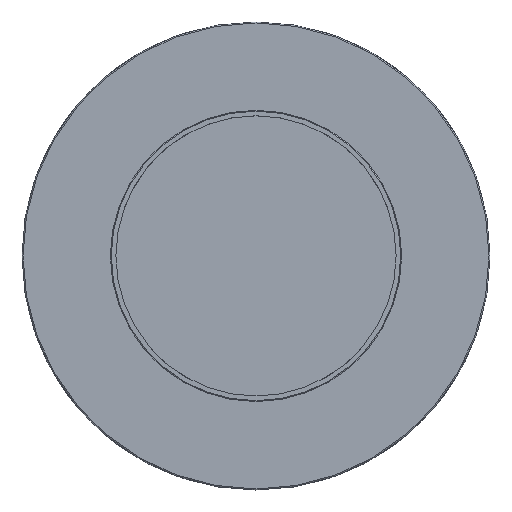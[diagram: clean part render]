
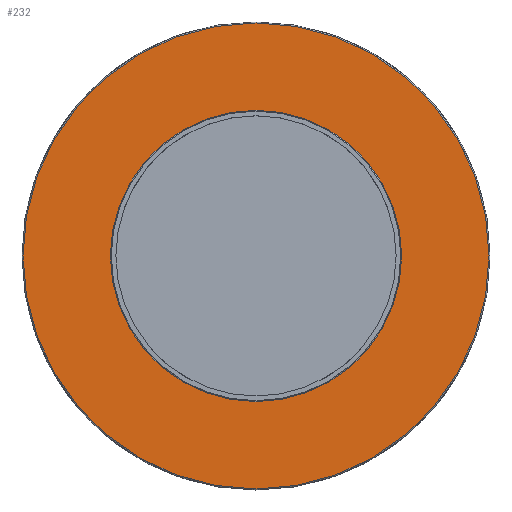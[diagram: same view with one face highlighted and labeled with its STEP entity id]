
A CAD part, top view. The second image highlights one B-rep face of the part: STEP entity #232.
In plain terms, the highlighted planar face has unit normal (0, 0, 1).
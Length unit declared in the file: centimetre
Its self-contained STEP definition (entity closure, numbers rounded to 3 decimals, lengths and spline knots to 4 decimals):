
#183 = AXIS2_PLACEMENT_3D ( 'NONE', #411, #886, #1028 ) ;
#188 = EDGE_LOOP ( 'NONE', ( #238, #1914 ) ) ;
#232 = ADVANCED_FACE ( 'NONE', ( #682, #859 ), #1164, .T. ) ;
#234 = CARTESIAN_POINT ( 'NONE',  ( 0., 0., 11. ) ) ;
#238 = ORIENTED_EDGE ( 'NONE', *, *, #1840, .T. ) ;
#242 = AXIS2_PLACEMENT_3D ( 'NONE', #497, #847, #827 ) ;
#265 = EDGE_LOOP ( 'NONE', ( #1692, #583 ) ) ;
#360 = AXIS2_PLACEMENT_3D ( 'NONE', #234, #1865, #716 ) ;
#361 = CIRCLE ( 'NONE', #183, 50.4 ) ;
#362 = EDGE_CURVE ( 'NONE', #969, #1988, #1796, .T. ) ;
#411 = CARTESIAN_POINT ( 'NONE',  ( 0., 0., 11. ) ) ;
#418 = CARTESIAN_POINT ( 'NONE',  ( 50.4, 0., 11. ) ) ;
#497 = CARTESIAN_POINT ( 'NONE',  ( 0., 0., 11. ) ) ;
#583 = ORIENTED_EDGE ( 'NONE', *, *, #688, .T. ) ;
#682 = FACE_BOUND ( 'NONE', #188, .T. ) ;
#688 = EDGE_CURVE ( 'NONE', #1402, #1545, #361, .T. ) ;
#716 = DIRECTION ( 'NONE',  ( 1., 0., 0. ) ) ;
#827 = DIRECTION ( 'NONE',  ( 1., 0., 0. ) ) ;
#847 = DIRECTION ( 'NONE',  ( 0., 0., -1. ) ) ;
#859 = FACE_OUTER_BOUND ( 'NONE', #265, .T. ) ;
#886 = DIRECTION ( 'NONE',  ( 0., 0., 1. ) ) ;
#935 = DIRECTION ( 'NONE',  ( 0., 0., -1. ) ) ;
#969 = VERTEX_POINT ( 'NONE', #1177 ) ;
#1028 = DIRECTION ( 'NONE',  ( 1., 0., 0. ) ) ;
#1164 = PLANE ( 'NONE',  #1972 ) ;
#1177 = CARTESIAN_POINT ( 'NONE',  ( -31.5, 0., 11. ) ) ;
#1345 = DIRECTION ( 'NONE',  ( 1., 0., 0. ) ) ;
#1352 = CIRCLE ( 'NONE', #360, 50.4 ) ;
#1374 = CARTESIAN_POINT ( 'NONE',  ( 31.5, 0., 11. ) ) ;
#1402 = VERTEX_POINT ( 'NONE', #1498 ) ;
#1498 = CARTESIAN_POINT ( 'NONE',  ( -50.4, 0., 11. ) ) ;
#1545 = VERTEX_POINT ( 'NONE', #418 ) ;
#1583 = DIRECTION ( 'NONE',  ( 1., 0., 0. ) ) ;
#1692 = ORIENTED_EDGE ( 'NONE', *, *, #2102, .T. ) ;
#1739 = CARTESIAN_POINT ( 'NONE',  ( 0., 0., 11. ) ) ;
#1796 = CIRCLE ( 'NONE', #2079, 31.5 ) ;
#1826 = DIRECTION ( 'NONE',  ( 0., 0., 1. ) ) ;
#1828 = CIRCLE ( 'NONE', #242, 31.5 ) ;
#1840 = EDGE_CURVE ( 'NONE', #1988, #969, #1828, .T. ) ;
#1865 = DIRECTION ( 'NONE',  ( 0., 0., 1. ) ) ;
#1914 = ORIENTED_EDGE ( 'NONE', *, *, #362, .T. ) ;
#1972 = AXIS2_PLACEMENT_3D ( 'NONE', #1993, #1826, #1345 ) ;
#1988 = VERTEX_POINT ( 'NONE', #1374 ) ;
#1993 = CARTESIAN_POINT ( 'NONE',  ( 0., 0., 11. ) ) ;
#2079 = AXIS2_PLACEMENT_3D ( 'NONE', #1739, #935, #1583 ) ;
#2102 = EDGE_CURVE ( 'NONE', #1545, #1402, #1352, .T. ) ;
